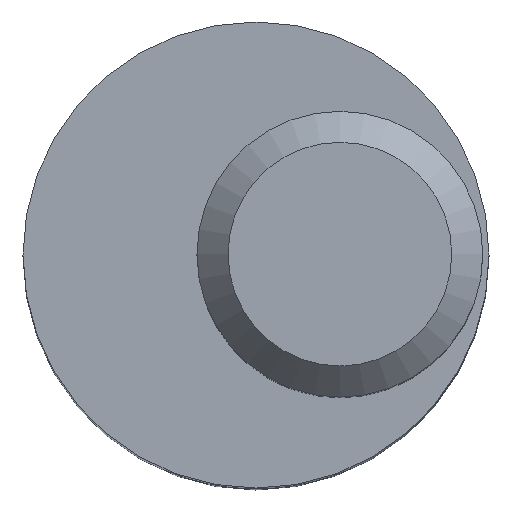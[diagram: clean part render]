
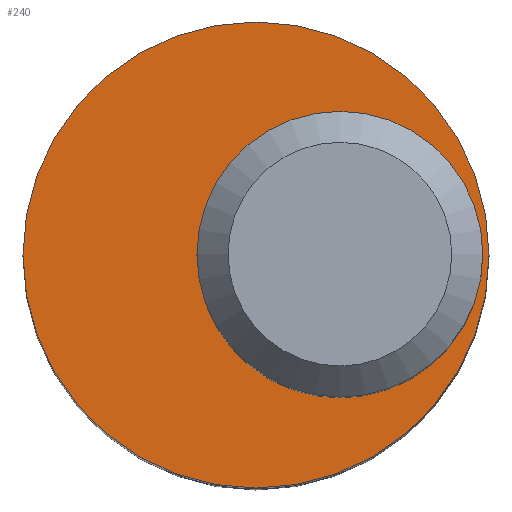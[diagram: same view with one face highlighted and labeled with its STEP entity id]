
A CAD part, top view. The second image highlights one B-rep face of the part: STEP entity #240.
In plain terms, the highlighted planar face has unit normal (0, 0, 1).
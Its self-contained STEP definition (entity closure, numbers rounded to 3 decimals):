
#198=PLANE('',#866);
#240=ADVANCED_FACE('',(#300,#301),#198,.T.);
#265=CIRCLE('',#839,3.75);
#269=CIRCLE('',#865,2.3);
#300=FACE_BOUND('',#346,.T.);
#301=FACE_BOUND('',#347,.T.);
#346=EDGE_LOOP('',(#528));
#347=EDGE_LOOP('',(#529));
#528=ORIENTED_EDGE('',*,*,#712,.T.);
#529=ORIENTED_EDGE('',*,*,#673,.F.);
#584=VERTEX_POINT('',#1203);
#621=VERTEX_POINT('',#1422);
#673=EDGE_CURVE('',#584,#584,#265,.T.);
#712=EDGE_CURVE('',#621,#621,#269,.T.);
#839=AXIS2_PLACEMENT_3D('',#1202,#876,#877);
#865=AXIS2_PLACEMENT_3D('',#1421,#928,#929);
#866=AXIS2_PLACEMENT_3D('',#1423,#930,#931);
#876=DIRECTION('',(0.,0.,-1.));
#877=DIRECTION('',(1.,0.,0.));
#928=DIRECTION('',(0.,0.,-1.));
#929=DIRECTION('',(1.,0.,0.));
#930=DIRECTION('',(0.,0.,1.));
#931=DIRECTION('',(1.,0.,0.));
#1202=CARTESIAN_POINT('',(0.,0.,18.));
#1203=CARTESIAN_POINT('',(3.75,0.,18.));
#1421=CARTESIAN_POINT('',(1.35,0.,18.));
#1422=CARTESIAN_POINT('',(3.65,0.,18.));
#1423=CARTESIAN_POINT('',(-3.937,-3.937,18.));
